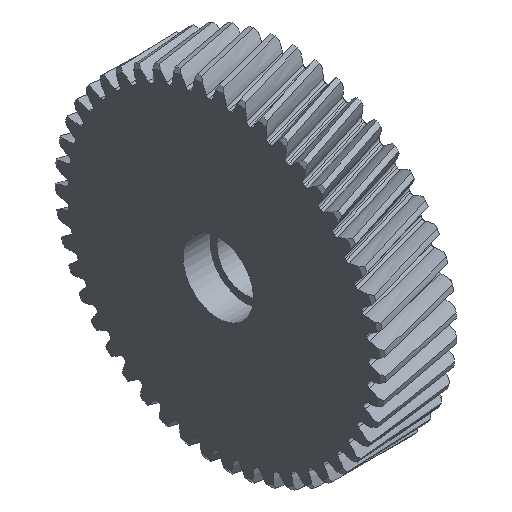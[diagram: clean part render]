
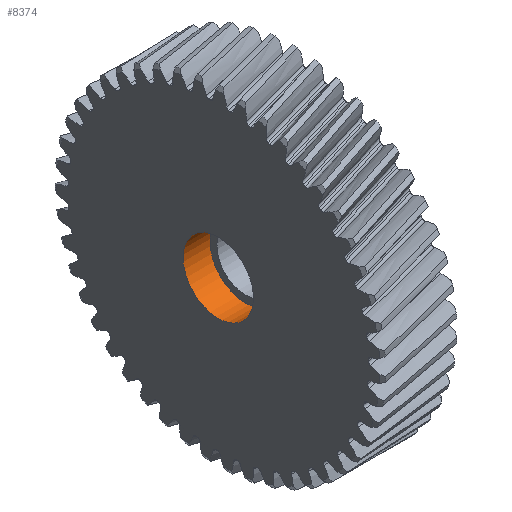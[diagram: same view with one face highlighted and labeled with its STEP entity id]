
A CAD part, isometric view. The second image highlights one B-rep face of the part: STEP entity #8374.
In plain terms, the highlighted cylindrical face has radius 6.525 mm (diameter 13.05 mm), a full revolution.
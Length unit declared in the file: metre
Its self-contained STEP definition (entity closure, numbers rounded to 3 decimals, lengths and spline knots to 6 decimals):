
#1983=ORIENTED_EDGE('',*,*,#4589,.T.);
#1984=ORIENTED_EDGE('',*,*,#4588,.F.);
#4588=EDGE_CURVE('',#5892,#5892,#6736,.T.);
#4589=EDGE_CURVE('',#5893,#5893,#6737,.T.);
#5892=VERTEX_POINT('',#11987);
#5893=VERTEX_POINT('',#11990);
#6736=CIRCLE('',#8973,0.006525);
#6737=CIRCLE('',#8975,0.006525);
#7236=EDGE_LOOP('',(#1983));
#7237=EDGE_LOOP('',(#1984));
#7744=FACE_BOUND('',#7236,.T.);
#7745=FACE_BOUND('',#7237,.T.);
#8161=CYLINDRICAL_SURFACE('',#8974,0.006525);
#8374=ADVANCED_FACE('',(#7744,#7745),#8161,.F.);
#8973=AXIS2_PLACEMENT_3D('',#11986,#10097,#10098);
#8974=AXIS2_PLACEMENT_3D('',#11988,#10099,#10100);
#8975=AXIS2_PLACEMENT_3D('',#11989,#10101,#10102);
#10097=DIRECTION('',(-1.,0.,0.));
#10098=DIRECTION('',(0.,0.914,0.405));
#10099=DIRECTION('',(-1.,0.,0.));
#10100=DIRECTION('',(0.,0.914,0.405));
#10101=DIRECTION('',(-1.,0.,0.));
#10102=DIRECTION('',(0.,0.914,0.405));
#11986=CARTESIAN_POINT('',(-0.1617,0.038,0.048918));
#11987=CARTESIAN_POINT('',(-0.1617,0.043965,0.051562));
#11988=CARTESIAN_POINT('',(-0.1617,0.038,0.048918));
#11989=CARTESIAN_POINT('',(-0.1667,0.038,0.048918));
#11990=CARTESIAN_POINT('',(-0.1667,0.043965,0.051562));
